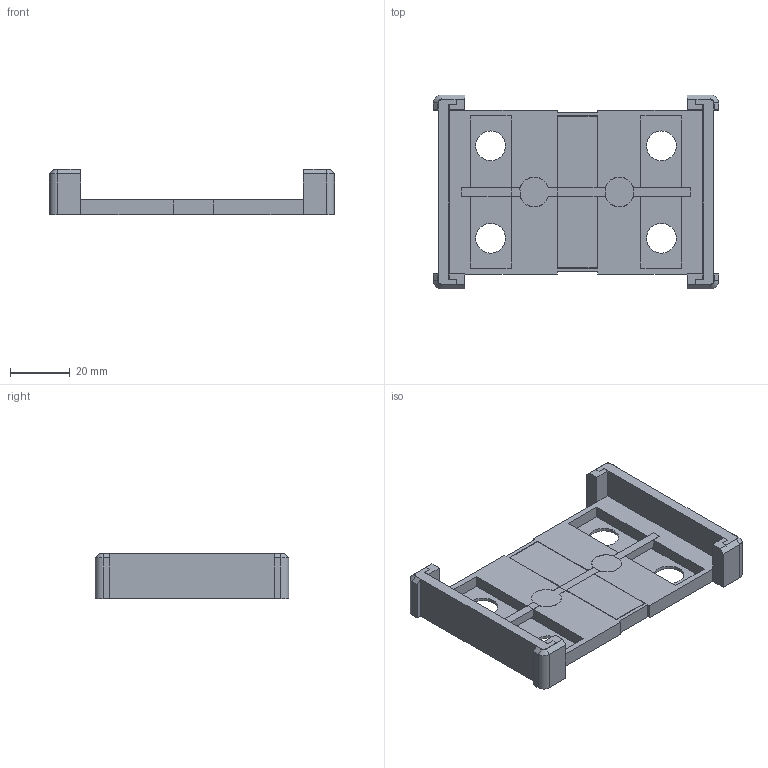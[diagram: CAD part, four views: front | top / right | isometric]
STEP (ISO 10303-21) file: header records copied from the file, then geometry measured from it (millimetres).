
FILE_DESCRIPTION( ( '' ), ' ' );
FILE_NAME( '5baf200afbe638135ef5f140.step', '2018-09-29T06:47:39', ( '' ), ( '' ), ' ', ' ', ' ' );
FILE_SCHEMA( ( 'AUTOMOTIVE_DESIGN { 1 0 10303 214 1 1 1 1 }' ) );
Length unit declared in the file: metre
Products named in the file (8): center-magnetic-retainer; magnetic-retainer-block2; suction-cup-cover; slot-cover-tabs; bumper-2; bumper-1; magnetic-retainer-block-1; magnetic-breadboard
Bounding box: 95.6 x 65 x 15.2 mm (x, y, z)
Volume: 26945 mm3; surface area: 22701.4 mm2
Topology: 8 solids, 8 shells, 206 faces, 533 edges, 348 vertices
Faces by surface type: plane 168, cylinder 34, cone 4
Full cylindrical faces by diameter (mm): 6.8 x2, 7 x2, 9.8 x2, 10 x6
Entity records: 7875 total; most frequent: CARTESIAN_POINT 1081, ORIENTED_EDGE 1038, DIRECTION 1013, EDGE_CURVE 519, LINE 449, VECTOR 449, VERTEX_POINT 346, AXIS2_PLACEMENT_3D 282
